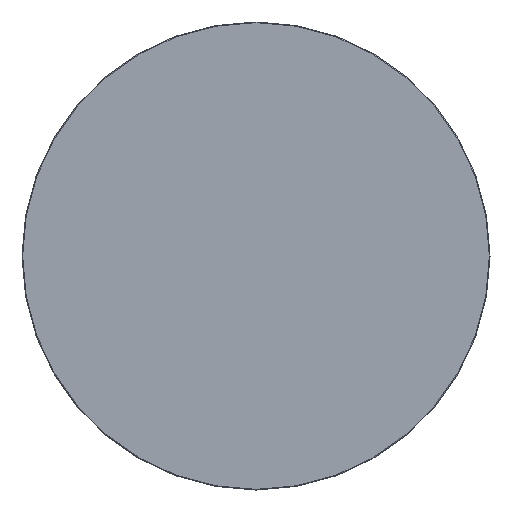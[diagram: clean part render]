
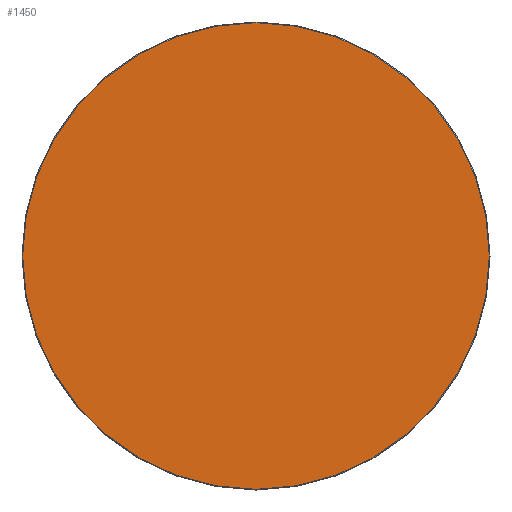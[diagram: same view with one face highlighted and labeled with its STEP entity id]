
A CAD part, left-side view. The second image highlights one B-rep face of the part: STEP entity #1450.
In plain terms, the highlighted planar face has unit normal (-1, 0, 0).
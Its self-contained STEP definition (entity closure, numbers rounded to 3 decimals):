
#11 = EDGE_CURVE ( 'NONE', #707, #1218, #86, .T. ) ;
#53 = DIRECTION ( 'NONE',  ( 0., 0., -1. ) ) ;
#76 = DIRECTION ( 'NONE',  ( 0., 0., 1. ) ) ;
#86 = CIRCLE ( 'NONE', #187, 105.7 ) ;
#187 = AXIS2_PLACEMENT_3D ( 'NONE', #210, #1624, #76 ) ;
#210 = CARTESIAN_POINT ( 'NONE',  ( 0., 0., 0. ) ) ;
#248 = FACE_OUTER_BOUND ( 'NONE', #306, .T. ) ;
#306 = EDGE_LOOP ( 'NONE', ( #1605, #981 ) ) ;
#416 = CARTESIAN_POINT ( 'NONE',  ( 0., 0., 0. ) ) ;
#449 = PLANE ( 'NONE',  #1140 ) ;
#525 = CARTESIAN_POINT ( 'NONE',  ( 0., 0., -105.7 ) ) ;
#693 = DIRECTION ( 'NONE',  ( -1., 0., 0. ) ) ;
#707 = VERTEX_POINT ( 'NONE', #525 ) ;
#802 = EDGE_CURVE ( 'NONE', #1218, #707, #1195, .T. ) ;
#842 = DIRECTION ( 'NONE',  ( 1., 0., 0. ) ) ;
#946 = DIRECTION ( 'NONE',  ( 0., 0., 1. ) ) ;
#981 = ORIENTED_EDGE ( 'NONE', *, *, #802, .T. ) ;
#1024 = CARTESIAN_POINT ( 'NONE',  ( 0., 0., 105.7 ) ) ;
#1140 = AXIS2_PLACEMENT_3D ( 'NONE', #1601, #842, #53 ) ;
#1195 = CIRCLE ( 'NONE', #1587, 105.7 ) ;
#1218 = VERTEX_POINT ( 'NONE', #1024 ) ;
#1450 = ADVANCED_FACE ( 'NONE', ( #248 ), #449, .F. ) ;
#1587 = AXIS2_PLACEMENT_3D ( 'NONE', #416, #693, #946 ) ;
#1601 = CARTESIAN_POINT ( 'NONE',  ( 0., 0., 0. ) ) ;
#1605 = ORIENTED_EDGE ( 'NONE', *, *, #11, .T. ) ;
#1624 = DIRECTION ( 'NONE',  ( -1., 0., 0. ) ) ;
